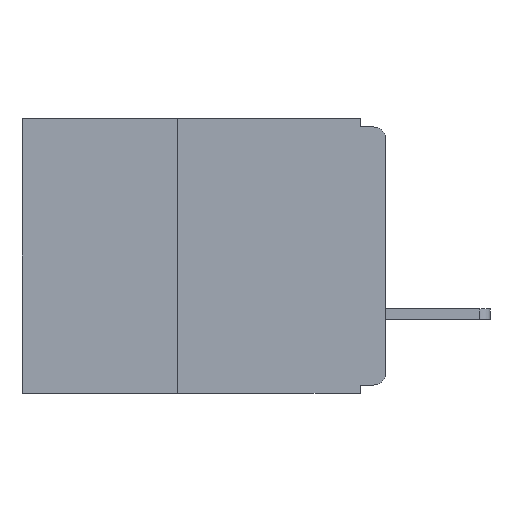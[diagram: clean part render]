
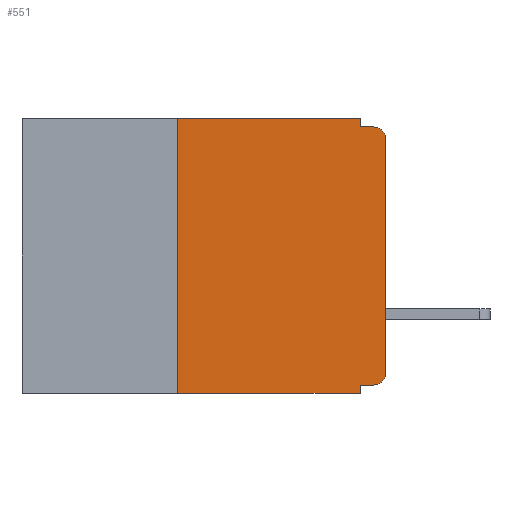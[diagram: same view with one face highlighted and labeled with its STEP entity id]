
A CAD part, left-side view. The second image highlights one B-rep face of the part: STEP entity #551.
In plain terms, the highlighted planar face has unit normal (-1, 0, 0).
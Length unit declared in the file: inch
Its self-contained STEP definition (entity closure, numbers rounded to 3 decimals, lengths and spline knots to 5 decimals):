
#551 = ADVANCED_FACE ( 'NONE', ( #1833 ), #4876, .F. ) ;
#641 = VECTOR ( 'NONE', #5925, 39.37008 ) ;
#1126 = VECTOR ( 'NONE', #14165, 39.37008 ) ;
#1172 = DIRECTION ( 'NONE',  ( 0., -1., 0. ) ) ;
#1239 = VERTEX_POINT ( 'NONE', #6000 ) ;
#1432 = VERTEX_POINT ( 'NONE', #2015 ) ;
#1833 = FACE_OUTER_BOUND ( 'NONE', #15238, .T. ) ;
#1898 = CARTESIAN_POINT ( 'NONE',  ( 0., 0.031, -0.32 ) ) ;
#2015 = CARTESIAN_POINT ( 'NONE',  ( 0., 0., -0.025 ) ) ;
#2738 = VECTOR ( 'NONE', #10927, 39.37008 ) ;
#3238 = DIRECTION ( 'NONE',  ( -1., 0., 0. ) ) ;
#3614 = ORIENTED_EDGE ( 'NONE', *, *, #12566, .F. ) ;
#3820 = VERTEX_POINT ( 'NONE', #19710 ) ;
#3868 = EDGE_CURVE ( 'NONE', #15393, #3820, #25960, .T. ) ;
#4876 = PLANE ( 'NONE',  #8232 ) ;
#5467 = CARTESIAN_POINT ( 'NONE',  ( 0., 0.25, -0.33 ) ) ;
#5544 = LINE ( 'NONE', #15424, #27720 ) ;
#5692 = ORIENTED_EDGE ( 'NONE', *, *, #18501, .F. ) ;
#5925 = DIRECTION ( 'NONE',  ( 0., -1., 0. ) ) ;
#6000 = CARTESIAN_POINT ( 'NONE',  ( 0., 0.25, -0.33 ) ) ;
#6440 = CARTESIAN_POINT ( 'NONE',  ( 0., 0., -0.32 ) ) ;
#7919 = VERTEX_POINT ( 'NONE', #16143 ) ;
#7966 = DIRECTION ( 'NONE',  ( 1., 0., 0. ) ) ;
#8232 = AXIS2_PLACEMENT_3D ( 'NONE', #10268, #7966, #27091 ) ;
#8781 = EDGE_CURVE ( 'NONE', #1239, #26452, #12358, .T. ) ;
#9862 = ORIENTED_EDGE ( 'NONE', *, *, #13410, .F. ) ;
#9871 = EDGE_CURVE ( 'NONE', #26401, #7919, #22003, .T. ) ;
#10268 = CARTESIAN_POINT ( 'NONE',  ( 0., 0.437, 0. ) ) ;
#10875 = ORIENTED_EDGE ( 'NONE', *, *, #8781, .T. ) ;
#10927 = DIRECTION ( 'NONE',  ( 0., 0., 1. ) ) ;
#11155 = LINE ( 'NONE', #27272, #16196 ) ;
#11352 = VERTEX_POINT ( 'NONE', #21444 ) ;
#11359 = EDGE_CURVE ( 'NONE', #26500, #26452, #25546, .T. ) ;
#12358 = LINE ( 'NONE', #25271, #641 ) ;
#12566 = EDGE_CURVE ( 'NONE', #1239, #26401, #27772, .T. ) ;
#12607 = ORIENTED_EDGE ( 'NONE', *, *, #11359, .F. ) ;
#12613 = CARTESIAN_POINT ( 'NONE',  ( 0., 0.25, 0. ) ) ;
#13410 = EDGE_CURVE ( 'NONE', #7919, #11352, #5544, .T. ) ;
#14165 = DIRECTION ( 'NONE',  ( 0., 0., 1. ) ) ;
#15048 = DIRECTION ( 'NONE',  ( 0., 0., -1. ) ) ;
#15238 = EDGE_LOOP ( 'NONE', ( #26232, #15906, #5692, #9862, #19664, #3614, #10875, #12607, #25963, #18008 ) ) ;
#15393 = VERTEX_POINT ( 'NONE', #18973 ) ;
#15424 = CARTESIAN_POINT ( 'NONE',  ( 0., 0.031, 0. ) ) ;
#15906 = ORIENTED_EDGE ( 'NONE', *, *, #24635, .T. ) ;
#16096 = VERTEX_POINT ( 'NONE', #19303 ) ;
#16143 = CARTESIAN_POINT ( 'NONE',  ( 0., 0.031, 0. ) ) ;
#16196 = VECTOR ( 'NONE', #25193, 39.37008 ) ;
#16292 = VECTOR ( 'NONE', #1172, 39.37008 ) ;
#16302 = DIRECTION ( 'NONE',  ( 0., 0., -1. ) ) ;
#16334 = DIRECTION ( 'NONE',  ( -1., 0., 0. ) ) ;
#16337 = CARTESIAN_POINT ( 'NONE',  ( 0., 0.015, -0.025 ) ) ;
#16400 = CARTESIAN_POINT ( 'NONE',  ( 0., 0.015, -0.305 ) ) ;
#17599 = DIRECTION ( 'NONE',  ( 0., 0., -1. ) ) ;
#18008 = ORIENTED_EDGE ( 'NONE', *, *, #3868, .T. ) ;
#18275 = AXIS2_PLACEMENT_3D ( 'NONE', #16400, #16334, #16302 ) ;
#18501 = EDGE_CURVE ( 'NONE', #11352, #16096, #11155, .T. ) ;
#18524 = DIRECTION ( 'NONE',  ( 0., 0., -1. ) ) ;
#18685 = LINE ( 'NONE', #6440, #24318 ) ;
#18973 = CARTESIAN_POINT ( 'NONE',  ( 0., 0.015, -0.32 ) ) ;
#19303 = CARTESIAN_POINT ( 'NONE',  ( 0., 0.015, -0.01 ) ) ;
#19664 = ORIENTED_EDGE ( 'NONE', *, *, #9871, .F. ) ;
#19710 = CARTESIAN_POINT ( 'NONE',  ( 0., 0., -0.305 ) ) ;
#19983 = EDGE_CURVE ( 'NONE', #15393, #26500, #18685, .T. ) ;
#20158 = LINE ( 'NONE', #23778, #2738 ) ;
#20695 = CARTESIAN_POINT ( 'NONE',  ( 0., 0.437, 0. ) ) ;
#21444 = CARTESIAN_POINT ( 'NONE',  ( 0., 0.031, -0.01 ) ) ;
#21541 = CARTESIAN_POINT ( 'NONE',  ( 0., 0.031, -0.33 ) ) ;
#21594 = DIRECTION ( 'NONE',  ( 0., 1., 0. ) ) ;
#22003 = LINE ( 'NONE', #20695, #16292 ) ;
#22418 = CIRCLE ( 'NONE', #23463, 0.015 ) ;
#23463 = AXIS2_PLACEMENT_3D ( 'NONE', #16337, #3238, #18524 ) ;
#23709 = EDGE_CURVE ( 'NONE', #3820, #1432, #20158, .T. ) ;
#23778 = CARTESIAN_POINT ( 'NONE',  ( 0., 0., 0. ) ) ;
#24318 = VECTOR ( 'NONE', #21594, 39.37008 ) ;
#24635 = EDGE_CURVE ( 'NONE', #1432, #16096, #22418, .T. ) ;
#24877 = VECTOR ( 'NONE', #15048, 39.37008 ) ;
#25193 = DIRECTION ( 'NONE',  ( 0., -1., 0. ) ) ;
#25271 = CARTESIAN_POINT ( 'NONE',  ( 0., 0.437, -0.33 ) ) ;
#25546 = LINE ( 'NONE', #21541, #24877 ) ;
#25960 = CIRCLE ( 'NONE', #18275, 0.015 ) ;
#25963 = ORIENTED_EDGE ( 'NONE', *, *, #19983, .F. ) ;
#26232 = ORIENTED_EDGE ( 'NONE', *, *, #23709, .T. ) ;
#26401 = VERTEX_POINT ( 'NONE', #12613 ) ;
#26452 = VERTEX_POINT ( 'NONE', #27664 ) ;
#26500 = VERTEX_POINT ( 'NONE', #1898 ) ;
#27091 = DIRECTION ( 'NONE',  ( 0., 0., -1. ) ) ;
#27272 = CARTESIAN_POINT ( 'NONE',  ( 0., 0., -0.01 ) ) ;
#27664 = CARTESIAN_POINT ( 'NONE',  ( 0., 0.031, -0.33 ) ) ;
#27720 = VECTOR ( 'NONE', #17599, 39.37008 ) ;
#27772 = LINE ( 'NONE', #5467, #1126 ) ;
